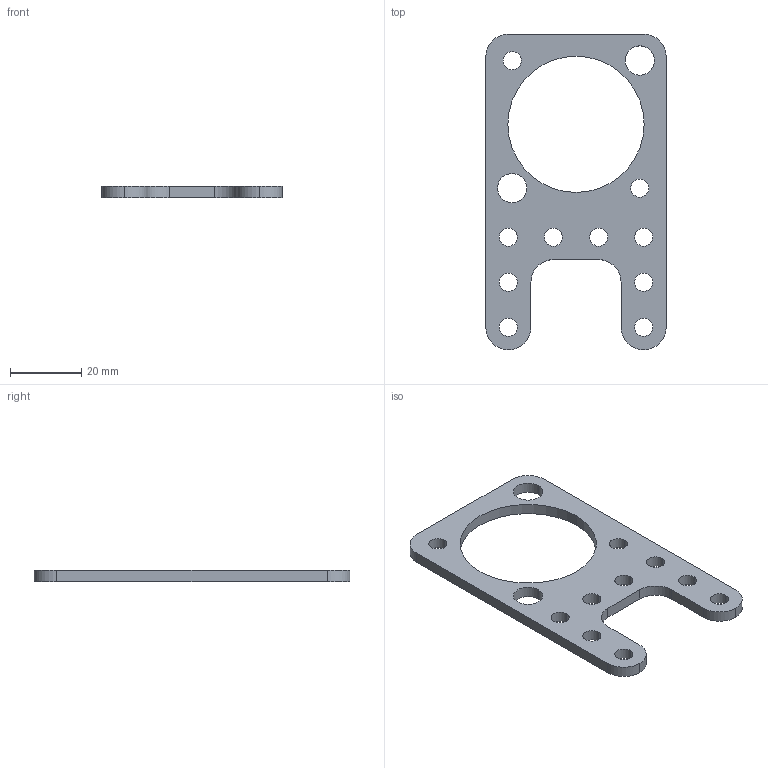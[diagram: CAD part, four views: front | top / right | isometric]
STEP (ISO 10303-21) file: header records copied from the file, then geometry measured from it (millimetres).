
FILE_DESCRIPTION (( 'STEP AP214' ), '1' );
FILE_NAME ('am-5044 Robits 80T Sport Gearbox Mount.STEP', '2024-12-03T13:42:52', ( '' ), ( '' ), 'SwSTEP 2.0', 'SolidWorks 2024', '' );
FILE_SCHEMA (( 'AUTOMOTIVE_DESIGN' ));
Length unit declared in the file: inch
Products named in the file (1): am-5044 Robits 80T Sport Gearbox Mount
Bounding box: 50.8 x 88.9 x 3.17 mm (x, y, z)
Volume: 7522.4 mm3; surface area: 6774.1 mm2
Topology: 1 solids, 1 shells, 42 faces, 120 edges, 80 vertices
Faces by surface type: cylinder 34, plane 8
Entity records: 1491 total; most frequent: DIRECTION 274, CARTESIAN_POINT 243, ORIENTED_EDGE 240, EDGE_CURVE 120, AXIS2_PLACEMENT_3D 111, VERTEX_POINT 80, CIRCLE 68, EDGE_LOOP 68
